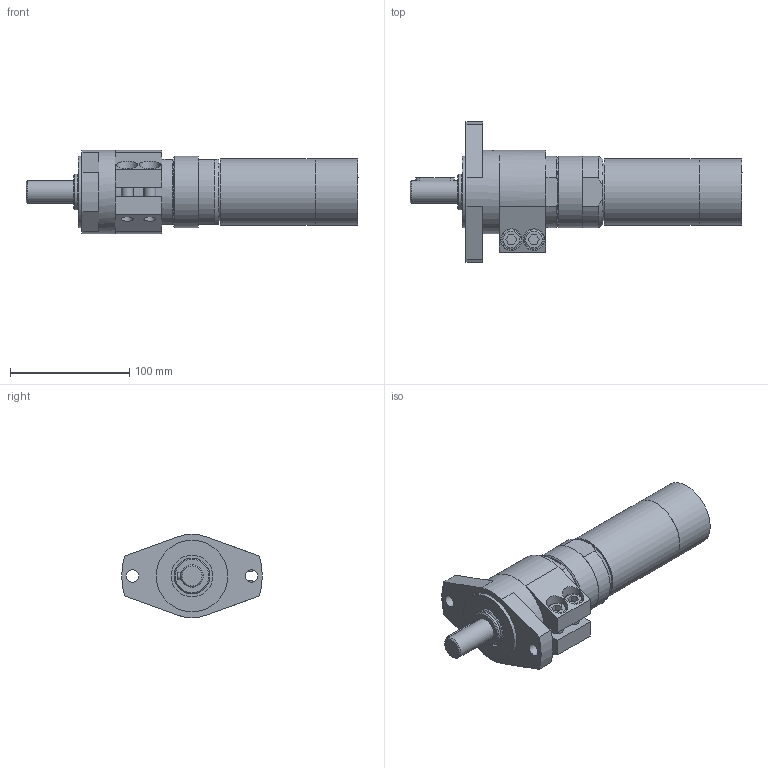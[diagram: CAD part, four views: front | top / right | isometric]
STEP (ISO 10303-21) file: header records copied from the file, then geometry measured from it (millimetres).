
FILE_DESCRIPTION(/* description */ ('MRD 55-50 F100'),/* implementation_level */ '2;1');
FILE_NAME(/* name */ 'MRD 55-75 F100_60031925.stp',/* time_stamp */ '2016-03-21T11:27:09+01:00',/* author */ ('ibasyouni'),/* organization */ (''),/* preprocessor_version */ 'ST-DEVELOPER v16.1',/* originating_system */ 'Autodesk Inventor 2016',/* authorisation */ '');
FILE_SCHEMA (('AUTOMOTIVE_DESIGN { 1 0 10303 214 3 1 1 }'));
Length unit declared in the file: millimetre
Products named in the file (1): MRD 55-50 F100_60031915
Bounding box: 278.7 x 118 x 70 mm (x, y, z)
Volume: 744195.1 mm3; surface area: 81767.2 mm2
Topology: 1 solids, 2 shells, 142 faces, 330 edges, 215 vertices
Faces by surface type: plane 81, cylinder 43, cone 15, torus 3
Full cylindrical faces by diameter (mm): 10 x4, 10.3 x2, 11.445 x1, 13.16 x1, 14.95 x1, 16 x2, 18 x2, 19 x1, 29.95 x2, 35 x1, 40 x1, 44 x1, 48.16 x1, 52 x1, 52.1 x1, 55 x2, 55.16 x2, 56 x2, 57 x1, 60 x3, 70 x1
Entity records: 3687 total; most frequent: CARTESIAN_POINT 659, DIRECTION 646, ORIENTED_EDGE 520, EDGE_CURVE 260, AXIS2_PLACEMENT_3D 258, EDGE_LOOP 225, VERTEX_POINT 193, FACE_OUTER_BOUND 142
